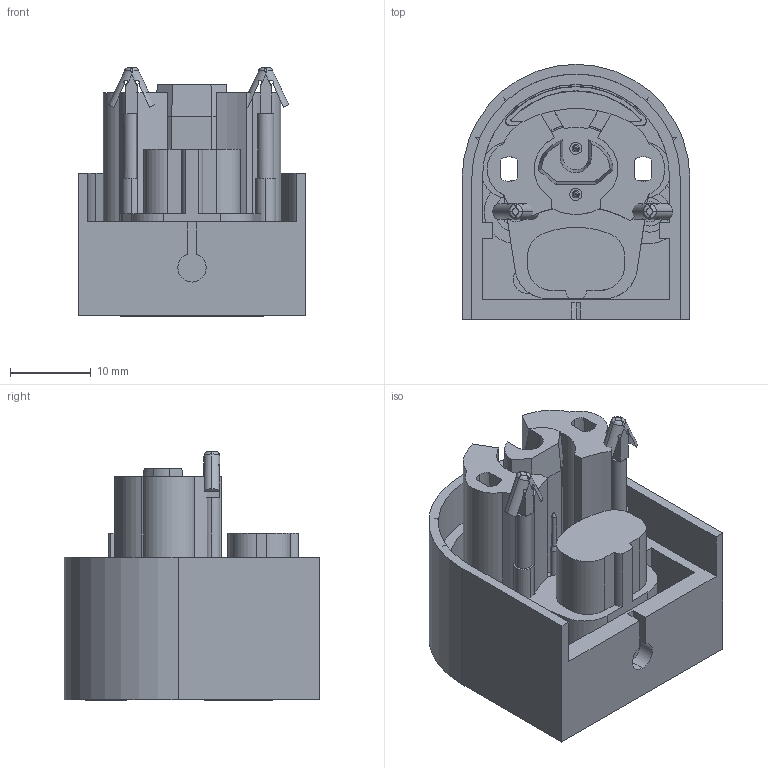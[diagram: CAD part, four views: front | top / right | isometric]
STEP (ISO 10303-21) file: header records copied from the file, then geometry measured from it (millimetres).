
FILE_DESCRIPTION (( 'STEP AP214' ), '1' );
FILE_NAME ('1804-0565.STEP', '2017-12-05T12:17:52', ( '' ), ( '' ), 'SwSTEP 2.0', 'SolidWorks 2017', '' );
FILE_SCHEMA (( 'AUTOMOTIVE_DESIGN' ));
Length unit declared in the file: inch
Products named in the file (5): END CAP - SENTIR EDGE 25.30 KS4 - SINGLE CLIP; 1804-0565; 1804-0440-Rasttraverse; 1804-0380-Klemmstück; 1804-0140-Kontaktstecker KS 4 W 8k2
Assembly tree (4 placements, depth 2):
  1804-0565
    END CAP - SENTIR EDGE 25.30 KS4 - SINGLE CLIP
    1804-0140-Kontaktstecker KS 4 W 8k2
    1804-0380-Klemmstück
    1804-0440-Rasttraverse
Bounding box: 28.2 x 31.6 x 30.8 mm (x, y, z)
Volume: 9682.6 mm3; surface area: 10505.2 mm2
Topology: 6 solids, 6 shells, 369 faces, 952 edges, 605 vertices
Faces by surface type: plane 158, cylinder 155, cone 34, bspline 22
Entity records: 12147 total; most frequent: CARTESIAN_POINT 2962, DIRECTION 1909, ORIENTED_EDGE 1880, EDGE_CURVE 940, AXIS2_PLACEMENT_3D 718, VERTEX_POINT 605, VECTOR 473, LINE 473
